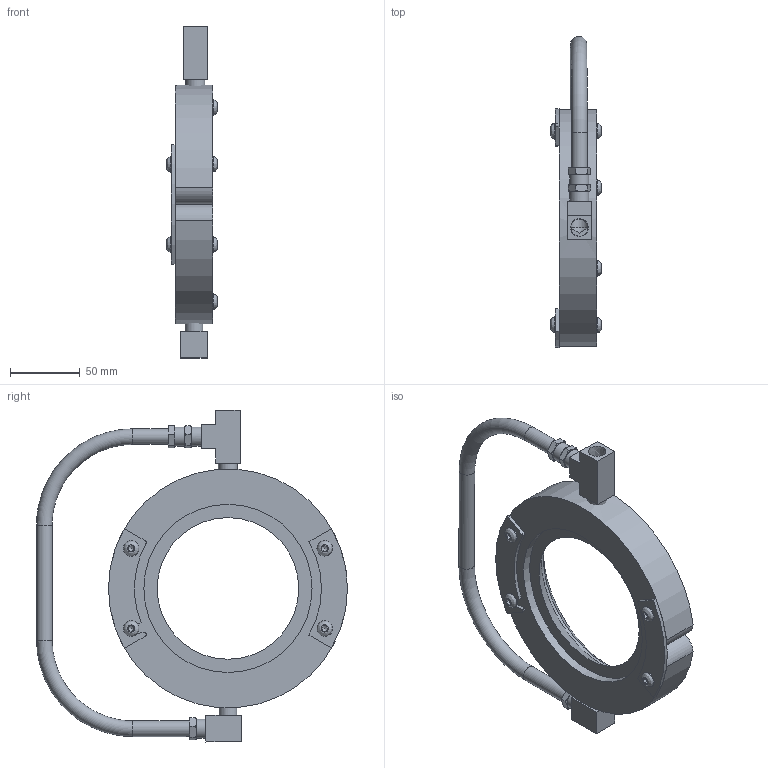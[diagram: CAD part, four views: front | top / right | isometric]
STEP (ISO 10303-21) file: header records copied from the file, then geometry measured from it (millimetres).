
FILE_DESCRIPTION((''),'2;1');
FILE_NAME('2404-3D.stp','2010-06-03T16:05:45',('michael witt'),(''),'Autodesk Inventor 2010','Autodesk Inventor 2010','');
FILE_SCHEMA(('AUTOMOTIVE_DESIGN { 1 0 10303 214 1 1 1 1 }'));
Length unit declared in the file: inch
Products named in the file (21): Assembly14; Part548; Part550; Part552; Part554; Part556; Part558; Part560; Part562; Part564; Part566; Part568; Part570; Part572; Part574; Part576; Part578; Part580; Part582; Part584; Part586
Assembly tree (20 placements, depth 2):
  Assembly14
    Part548
    Part550
    Part552
    Part554
    Part556
    Part558
    Part560
    Part562
    Part564
    Part566
    Part568
    Part570
    Part572
    Part574
    Part576
    Part578
    Part580
    Part582
    Part584
    Part586
Bounding box: 36.37 x 223.06 x 238.13 mm (x, y, z)
Volume: 396095.7 mm3; surface area: 91189 mm2
Topology: 20 solids, 20 shells, 287 faces, 636 edges, 411 vertices
Faces by surface type: plane 175, cylinder 59, cone 26, bspline 25, torus 2
Full cylindrical faces by diameter (mm): 5.08 x2, 6.35 x12, 7.112 x3, 11.1 x12, 11.176 x3, 12.7 x2, 13.708 x4, 13.716 x1, 120.65 x1, 123.012 x1
Entity records: 9170 total; most frequent: CARTESIAN_POINT 2957, DIRECTION 1168, ORIENTED_EDGE 1030, EDGE_CURVE 515, AXIS2_PLACEMENT_3D 460, EDGE_LOOP 416, VERTEX_POINT 383, FACE_OUTER_BOUND 287
